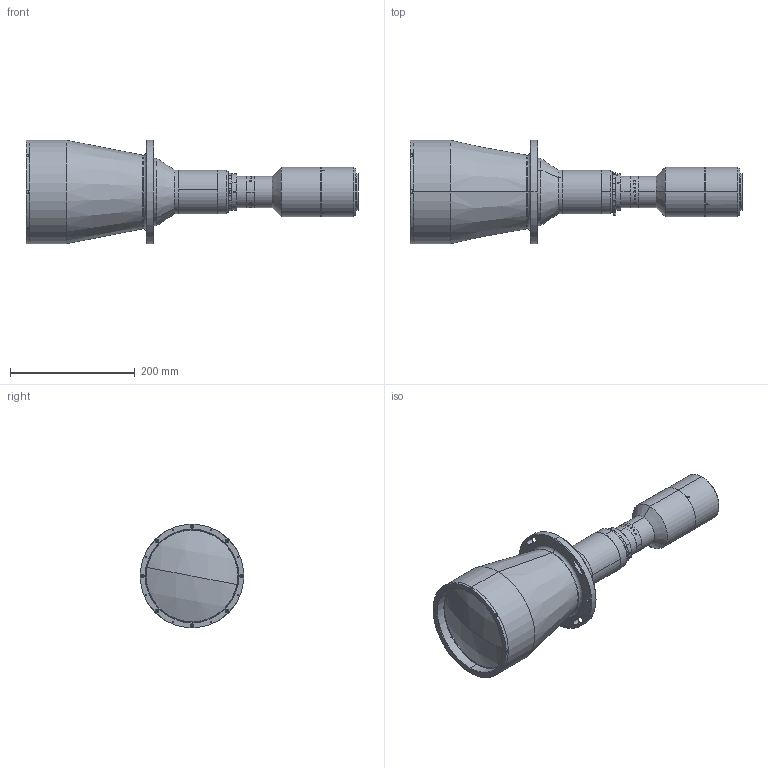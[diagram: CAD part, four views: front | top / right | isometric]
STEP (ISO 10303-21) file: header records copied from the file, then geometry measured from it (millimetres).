
FILE_DESCRIPTION (( 'STEP AP203' ), '1' );
FILE_NAME ('XF-PTL13744-M58-11.48-VI.STEP', '2019-05-27T06:57:04', ( 'puyufan' ), ( '' ), 'SwSTEP 2.0', 'SolidWorks 2014', '' );
FILE_SCHEMA (( 'CONFIG_CONTROL_DESIGN' ));
Length unit declared in the file: millimetre
Products named in the file (1): XF-PTL13744-M58-11.48-VI
Bounding box: 532.9 x 166 x 166 mm (x, y, z)
Surface area: 267846.6 mm2 (no closed solid volume)
Topology: 0 solids, 56 shells, 322 faces, 1537 edges, 1255 vertices
Faces by surface type: cylinder 171, plane 89, cone 50, torus 8, sphere 2, bspline 2
Entity records: 23012 total; most frequent: CARTESIAN_POINT 11021, DIRECTION 2413, ORIENTED_EDGE 2138, EDGE_CURVE 1529, VERTEX_POINT 1255, AXIS2_PLACEMENT_3D 934, CIRCLE 613, VECTOR 545
